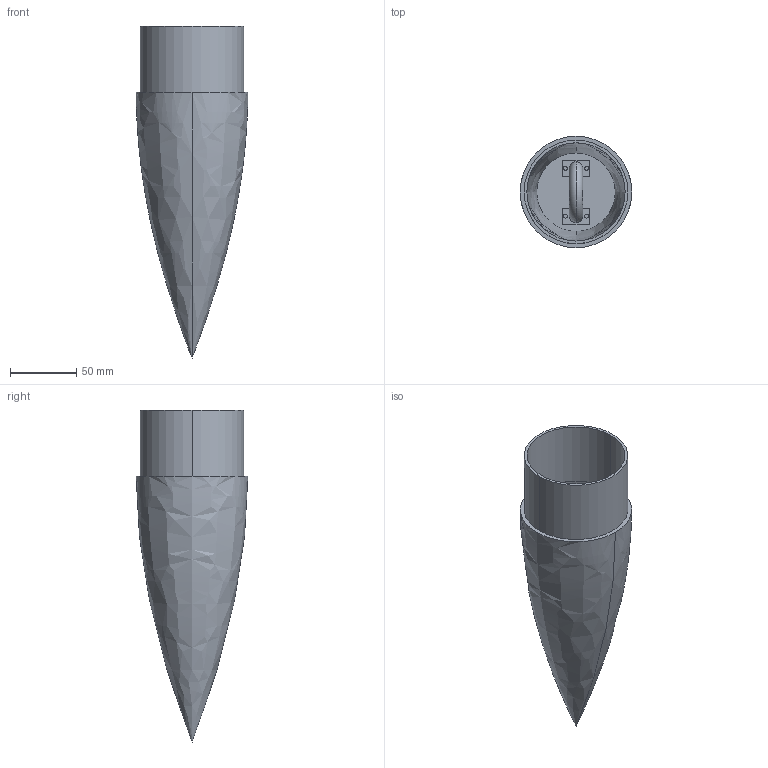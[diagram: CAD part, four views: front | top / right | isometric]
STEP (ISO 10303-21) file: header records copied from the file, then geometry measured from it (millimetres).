
FILE_DESCRIPTION (( 'STEP AP214' ), '1' );
FILE_NAME ('Nosecone.STEP', '2023-02-07T13:13:33', ( 'HP' ), ( 'HP' ), 'SwSTEP 2.0', 'SolidWorks 2021', '' );
FILE_SCHEMA (( 'AUTOMOTIVE_DESIGN' ));
Length unit declared in the file: millimetre
Products named in the file (1): Nosecone
Bounding box: 84 x 84 x 250 mm (x, y, z)
Volume: 287623 mm3; surface area: 84907.6 mm2
Topology: 1 solids, 1 shells, 37 faces, 84 edges, 55 vertices
Faces by surface type: plane 19, cylinder 12, bspline 4, torus 2
Entity records: 1328 total; most frequent: CARTESIAN_POINT 303, DIRECTION 178, ORIENTED_EDGE 164, EDGE_CURVE 82, AXIS2_PLACEMENT_3D 70, VERTEX_POINT 55, EDGE_LOOP 47, VECTOR 38
